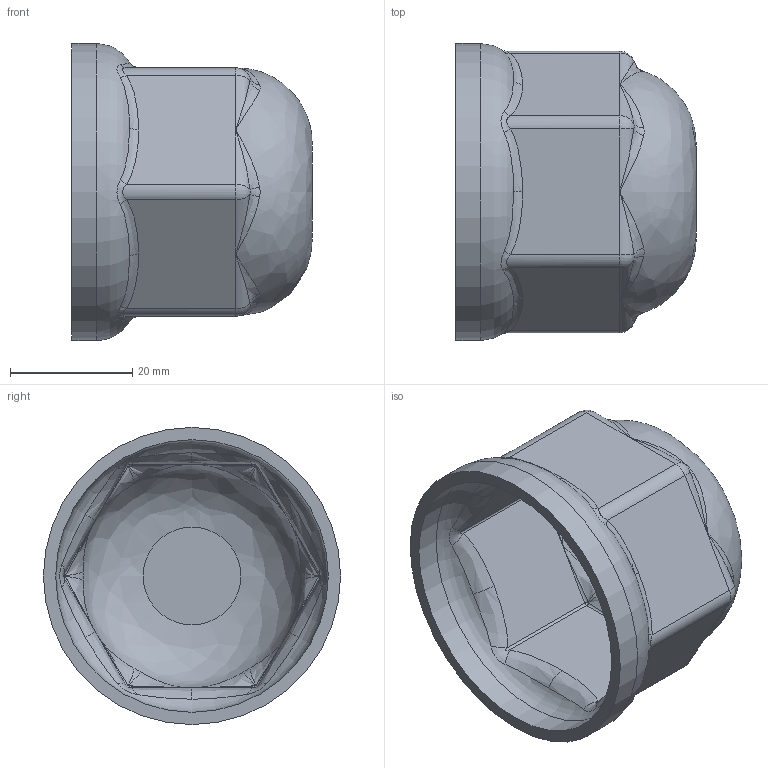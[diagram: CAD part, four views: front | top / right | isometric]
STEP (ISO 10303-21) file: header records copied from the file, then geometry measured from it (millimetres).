
FILE_DESCRIPTION(/* description */ (''),/* implementation_level */ '2;1');
FILE_NAME(/* name */ 'N_Sicherungsmuffe - DIN125 M24 - P - WB-Steelplus GmbH-.stp',/* time_stamp */ '2022-12-21T08:33:42+01:00',/* author */ ('m.stukenborg'),/* organization */ (''),/* preprocessor_version */ 'ST-DEVELOPER v16.5',/* originating_system */ 'Autodesk Inventor 2017',/* authorisation */ '');
FILE_SCHEMA (('AUTOMOTIVE_DESIGN { 1 0 10303 214 3 1 1 }'));
Length unit declared in the file: millimetre
Products named in the file (1): Muffe_DIN125_M24
Bounding box: 39.3 x 48.6 x 48.6 mm (x, y, z)
Volume: 11528.6 mm3; surface area: 11868.2 mm2
Topology: 1 solids, 1 shells, 158 faces, 379 edges, 228 vertices
Faces by surface type: bspline 71, plane 47, cylinder 26, sphere 12, torus 2
Full cylindrical faces by diameter (mm): 44.6 x1, 48.6 x1
Entity records: 7175 total; most frequent: CARTESIAN_POINT 3877, ORIENTED_EDGE 746, DIRECTION 557, EDGE_CURVE 373, VERTEX_POINT 226, AXIS2_PLACEMENT_3D 214, EDGE_LOOP 167, FACE_OUTER_BOUND 158
